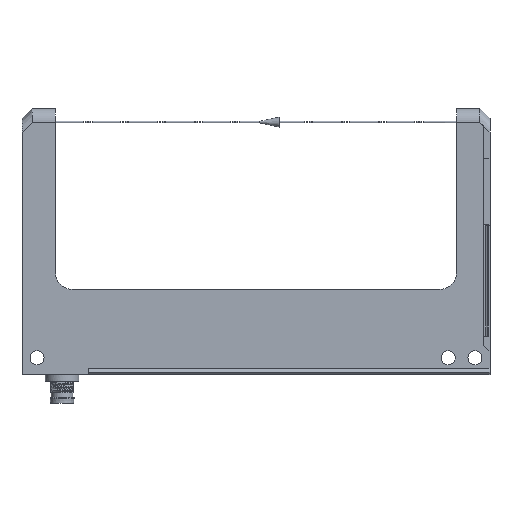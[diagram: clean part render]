
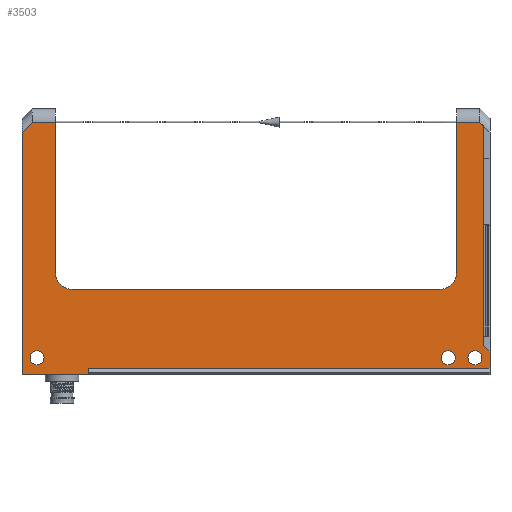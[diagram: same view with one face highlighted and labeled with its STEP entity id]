
A CAD part, top view. The second image highlights one B-rep face of the part: STEP entity #3503.
In plain terms, the highlighted face is planar.
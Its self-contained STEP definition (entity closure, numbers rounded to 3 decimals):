
#49=CARTESIAN_POINT('',(100.,1.,-5.));
#50=DIRECTION('',(0.,0.,1.));
#51=DIRECTION('',(0.,-1.,0.));
#52=AXIS2_PLACEMENT_3D('',#49,#50,#51);
#57=CARTESIAN_POINT('',(-10.,1.,-5.));
#58=DIRECTION('',(0.,0.,1.));
#59=DIRECTION('',(-0.707,-0.707,0.));
#60=AXIS2_PLACEMENT_3D('',#57,#58,#59);
#65=CARTESIAN_POINT('',(-10.,1.,-5.));
#66=DIRECTION('',(0.,0.,1.));
#67=DIRECTION('',(-1.,0.,0.));
#68=AXIS2_PLACEMENT_3D('',#65,#66,#67);
#73=DIRECTION('',(0.707,0.707,0.));
#74=VECTOR('',#73,1.556);
#75=CARTESIAN_POINT('',(-23.,44.9,-5.));
#76=LINE('',#75,#74);
#80=DIRECTION('',(0.707,0.707,0.));
#81=VECTOR('',#80,2.828);
#82=CARTESIAN_POINT('',(-25.,-22.8,-5.));
#83=LINE('',#82,#81);
#87=DIRECTION('',(0.707,-0.707,0.));
#88=VECTOR('',#87,4.243);
#89=CARTESIAN_POINT('',(112.,46.,-5.));
#90=LINE('',#89,#88);
#94=CARTESIAN_POINT('',(100.,1.,-5.));
#95=DIRECTION('',(0.,0.,1.));
#96=DIRECTION('',(0.707,-0.707,0.));
#97=AXIS2_PLACEMENT_3D('',#94,#95,#96);
#102=CARTESIAN_POINT('',(-20.5,-24.5,-5.));
#103=DIRECTION('',(0.,0.,1.));
#104=DIRECTION('',(1.,0.,0.));
#105=AXIS2_PLACEMENT_3D('',#102,#103,#104);
#110=CARTESIAN_POINT('',(-20.5,-24.5,-5.));
#111=DIRECTION('',(0.,0.,1.));
#112=DIRECTION('',(-1.,0.,0.));
#113=AXIS2_PLACEMENT_3D('',#110,#111,#112);
#118=CARTESIAN_POINT('',(-12.5,-24.5,-5.));
#119=DIRECTION('',(0.,0.,1.));
#120=DIRECTION('',(1.,0.,0.));
#121=AXIS2_PLACEMENT_3D('',#118,#119,#120);
#126=CARTESIAN_POINT('',(-12.5,-24.5,-5.));
#127=DIRECTION('',(0.,0.,1.));
#128=DIRECTION('',(-1.,0.,0.));
#129=AXIS2_PLACEMENT_3D('',#126,#127,#128);
#134=CARTESIAN_POINT('',(110.5,-24.5,-5.));
#135=DIRECTION('',(0.,0.,1.));
#136=DIRECTION('',(1.,0.,0.));
#137=AXIS2_PLACEMENT_3D('',#134,#135,#136);
#142=CARTESIAN_POINT('',(110.5,-24.5,-5.));
#143=DIRECTION('',(0.,0.,1.));
#144=DIRECTION('',(-1.,0.,0.));
#145=AXIS2_PLACEMENT_3D('',#142,#143,#144);
#195=DIRECTION('',(0.,-1.,0.));
#196=VECTOR('',#195,45.);
#197=CARTESIAN_POINT('',(105.,46.,-5.));
#198=LINE('',#197,#196);
#233=DIRECTION('',(-1.,0.,0.));
#234=VECTOR('',#233,7.);
#235=CARTESIAN_POINT('',(112.,46.,-5.));
#236=LINE('',#235,#234);
#510=DIRECTION('',(-1.,0.,0.));
#511=VECTOR('',#510,110.);
#512=CARTESIAN_POINT('',(100.,-4.,-5.));
#513=LINE('',#512,#511);
#541=DIRECTION('',(0.,1.,0.));
#542=VECTOR('',#541,45.);
#543=CARTESIAN_POINT('',(-15.,1.,-5.));
#544=LINE('',#543,#542);
#655=DIRECTION('',(-1.,0.,0.));
#656=VECTOR('',#655,6.9);
#657=CARTESIAN_POINT('',(-15.,46.,-5.));
#658=LINE('',#657,#656);
#737=DIRECTION('',(0.,-1.,0.));
#738=VECTOR('',#737,65.7);
#739=CARTESIAN_POINT('',(-23.,44.9,-5.));
#740=LINE('',#739,#738);
#986=DIRECTION('',(1.,0.,0.));
#987=VECTOR('',#986,8.);
#988=CARTESIAN_POINT('',(95.,-29.5,-5.));
#989=LINE('',#988,#987);
#1094=DIRECTION('',(0.,-1.,0.));
#1095=VECTOR('',#1094,4.9);
#1096=CARTESIAN_POINT('',(-25.,-22.8,-5.));
#1097=LINE('',#1096,#1095);
#1140=DIRECTION('',(0.,-1.,0.));
#1141=VECTOR('',#1140,1.8);
#1142=CARTESIAN_POINT('',(95.,-27.7,-5.));
#1143=LINE('',#1142,#1141);
#1163=DIRECTION('',(1.,0.,0.));
#1164=VECTOR('',#1163,120.);
#1165=CARTESIAN_POINT('',(-25.,-27.7,-5.));
#1166=LINE('',#1165,#1164);
#1212=DIRECTION('',(1.,0.,0.));
#1213=VECTOR('',#1212,12.);
#1214=CARTESIAN_POINT('',(103.,-29.5,-5.));
#1215=LINE('',#1214,#1213);
#1284=DIRECTION('',(0.,1.,0.));
#1285=VECTOR('',#1284,72.5);
#1286=CARTESIAN_POINT('',(115.,-29.5,-5.));
#1287=LINE('',#1286,#1285);
#3035=CARTESIAN_POINT('',(-18.4,-24.5,-5.));
#3037=VERTEX_POINT('',#3035);
#3038=CARTESIAN_POINT('',(-22.6,-24.5,-5.));
#3039=VERTEX_POINT('',#3038);
#3043=CARTESIAN_POINT('',(-10.4,-24.5,-5.));
#3045=VERTEX_POINT('',#3043);
#3046=CARTESIAN_POINT('',(-14.6,-24.5,-5.));
#3047=VERTEX_POINT('',#3046);
#3051=CARTESIAN_POINT('',(112.6,-24.5,-5.));
#3053=VERTEX_POINT('',#3051);
#3054=CARTESIAN_POINT('',(108.4,-24.5,-5.));
#3055=VERTEX_POINT('',#3054);
#3068=CARTESIAN_POINT('',(103.,-29.5,-5.));
#3069=VERTEX_POINT('',#3068);
#3185=CARTESIAN_POINT('',(95.,-27.7,-5.));
#3186=CARTESIAN_POINT('',(95.,-29.5,-5.));
#3187=VERTEX_POINT('',#3185);
#3188=VERTEX_POINT('',#3186);
#3189=CARTESIAN_POINT('',(-25.,-27.7,-5.));
#3190=VERTEX_POINT('',#3189);
#3191=CARTESIAN_POINT('',(-25.,-22.8,-5.));
#3192=VERTEX_POINT('',#3191);
#3193=CARTESIAN_POINT('',(-23.,-20.8,-5.));
#3194=VERTEX_POINT('',#3193);
#3195=CARTESIAN_POINT('',(-23.,44.9,-5.));
#3196=VERTEX_POINT('',#3195);
#3197=CARTESIAN_POINT('',(-21.9,46.,-5.));
#3198=VERTEX_POINT('',#3197);
#3199=CARTESIAN_POINT('',(-15.,46.,-5.));
#3200=VERTEX_POINT('',#3199);
#3201=CARTESIAN_POINT('',(-15.,1.,-5.));
#3202=VERTEX_POINT('',#3201);
#3203=CARTESIAN_POINT('',(-13.536,-2.536,-5.));
#3204=CARTESIAN_POINT('',(-10.,-4.,-5.));
#3205=VERTEX_POINT('',#3203);
#3206=VERTEX_POINT('',#3204);
#3207=CARTESIAN_POINT('',(100.,-4.,-5.));
#3208=VERTEX_POINT('',#3207);
#3209=CARTESIAN_POINT('',(103.536,-2.536,-5.));
#3210=CARTESIAN_POINT('',(105.,1.,-5.));
#3211=VERTEX_POINT('',#3209);
#3212=VERTEX_POINT('',#3210);
#3213=CARTESIAN_POINT('',(105.,46.,-5.));
#3214=VERTEX_POINT('',#3213);
#3215=CARTESIAN_POINT('',(112.,46.,-5.));
#3216=VERTEX_POINT('',#3215);
#3217=CARTESIAN_POINT('',(115.,43.,-5.));
#3218=VERTEX_POINT('',#3217);
#3219=CARTESIAN_POINT('',(115.,-29.5,-5.));
#3220=VERTEX_POINT('',#3219);
#3442=CARTESIAN_POINT('',(10.,6.675,-5.));
#3443=DIRECTION('',(0.,0.,1.));
#3444=DIRECTION('',(1.,0.,0.));
#3445=AXIS2_PLACEMENT_3D('',#3442,#3443,#3444);
#3446=PLANE('',#3445);
#3448=ORIENTED_EDGE('',*,*,#3447,.F.);
#3450=ORIENTED_EDGE('',*,*,#3449,.T.);
#3452=ORIENTED_EDGE('',*,*,#3451,.F.);
#3454=ORIENTED_EDGE('',*,*,#3453,.F.);
#3456=ORIENTED_EDGE('',*,*,#3455,.T.);
#3458=ORIENTED_EDGE('',*,*,#3457,.T.);
#3460=ORIENTED_EDGE('',*,*,#3459,.F.);
#3462=ORIENTED_EDGE('',*,*,#3461,.T.);
#3464=ORIENTED_EDGE('',*,*,#3463,.F.);
#3466=ORIENTED_EDGE('',*,*,#3465,.T.);
#3468=ORIENTED_EDGE('',*,*,#3467,.T.);
#3470=ORIENTED_EDGE('',*,*,#3469,.T.);
#3472=ORIENTED_EDGE('',*,*,#3471,.T.);
#3474=ORIENTED_EDGE('',*,*,#3473,.T.);
#3476=ORIENTED_EDGE('',*,*,#3475,.T.);
#3478=ORIENTED_EDGE('',*,*,#3477,.F.);
#3480=ORIENTED_EDGE('',*,*,#3479,.T.);
#3482=ORIENTED_EDGE('',*,*,#3481,.T.);
#3484=ORIENTED_EDGE('',*,*,#3483,.F.);
#3485=EDGE_LOOP('',(#3448,#3450,#3452,#3454,#3456,#3458,#3460,#3462,#3464,#3466,
#3468,#3470,#3472,#3474,#3476,#3478,#3480,#3482,#3484));
#3486=FACE_OUTER_BOUND('',#3485,.F.);
#3487=ORIENTED_EDGE('',*,*,#3434,.F.);
#3488=ORIENTED_EDGE('',*,*,#3423,.F.);
#3489=EDGE_LOOP('',(#3487,#3488));
#3490=FACE_BOUND('',#3489,.F.);
#3492=ORIENTED_EDGE('',*,*,#3491,.F.);
#3494=ORIENTED_EDGE('',*,*,#3493,.F.);
#3495=EDGE_LOOP('',(#3492,#3494));
#3496=FACE_BOUND('',#3495,.F.);
#3498=ORIENTED_EDGE('',*,*,#3497,.F.);
#3500=ORIENTED_EDGE('',*,*,#3499,.F.);
#3501=EDGE_LOOP('',(#3498,#3500));
#3502=FACE_BOUND('',#3501,.F.);
#3503=ADVANCED_FACE('',(#3486,#3490,#3496,#3502),#3446,.F.);
#53=CIRCLE('',#52,5.);
#61=CIRCLE('',#60,5.);
#69=CIRCLE('',#68,5.);
#98=CIRCLE('',#97,5.);
#106=CIRCLE('',#105,2.1);
#114=CIRCLE('',#113,2.1);
#122=CIRCLE('',#121,2.1);
#130=CIRCLE('',#129,2.1);
#138=CIRCLE('',#137,2.1);
#146=CIRCLE('',#145,2.1);
#3423=EDGE_CURVE('',#3039,#3037,#114,.T.);
#3434=EDGE_CURVE('',#3037,#3039,#106,.T.);
#3447=EDGE_CURVE('',#3208,#3211,#53,.T.);
#3449=EDGE_CURVE('',#3208,#3206,#513,.T.);
#3451=EDGE_CURVE('',#3205,#3206,#61,.T.);
#3453=EDGE_CURVE('',#3202,#3205,#69,.T.);
#3455=EDGE_CURVE('',#3202,#3200,#544,.T.);
#3457=EDGE_CURVE('',#3200,#3198,#658,.T.);
#3459=EDGE_CURVE('',#3196,#3198,#76,.T.);
#3461=EDGE_CURVE('',#3196,#3194,#740,.T.);
#3463=EDGE_CURVE('',#3192,#3194,#83,.T.);
#3465=EDGE_CURVE('',#3192,#3190,#1097,.T.);
#3467=EDGE_CURVE('',#3190,#3187,#1166,.T.);
#3469=EDGE_CURVE('',#3187,#3188,#1143,.T.);
#3471=EDGE_CURVE('',#3188,#3069,#989,.T.);
#3473=EDGE_CURVE('',#3069,#3220,#1215,.T.);
#3475=EDGE_CURVE('',#3220,#3218,#1287,.T.);
#3477=EDGE_CURVE('',#3216,#3218,#90,.T.);
#3479=EDGE_CURVE('',#3216,#3214,#236,.T.);
#3481=EDGE_CURVE('',#3214,#3212,#198,.T.);
#3483=EDGE_CURVE('',#3211,#3212,#98,.T.);
#3491=EDGE_CURVE('',#3045,#3047,#122,.T.);
#3493=EDGE_CURVE('',#3047,#3045,#130,.T.);
#3497=EDGE_CURVE('',#3053,#3055,#138,.T.);
#3499=EDGE_CURVE('',#3055,#3053,#146,.T.);
